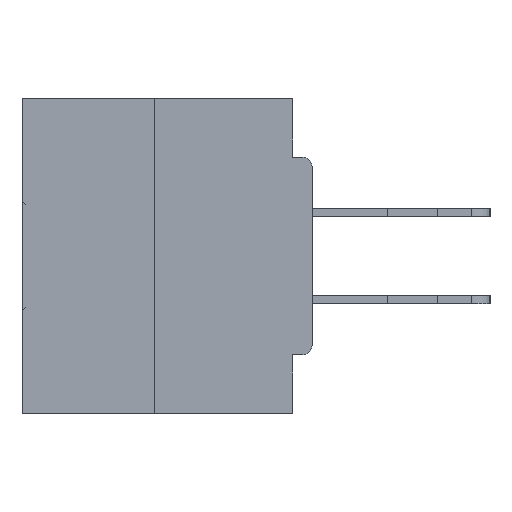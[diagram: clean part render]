
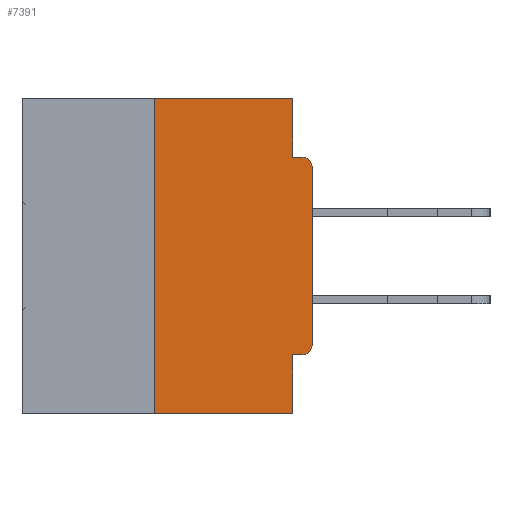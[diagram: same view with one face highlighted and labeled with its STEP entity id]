
A CAD part, left-side view. The second image highlights one B-rep face of the part: STEP entity #7391.
In plain terms, the highlighted planar face has unit normal (-1, 0, 0).
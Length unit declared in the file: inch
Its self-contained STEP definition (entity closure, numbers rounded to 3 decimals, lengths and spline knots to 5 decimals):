
#632 = CIRCLE ( 'NONE', #42534, 0.015 ) ;
#1101 = AXIS2_PLACEMENT_3D ( 'NONE', #24039, #3398, #13924 ) ;
#1596 = ORIENTED_EDGE ( 'NONE', *, *, #3674, .F. ) ;
#1686 = VERTEX_POINT ( 'NONE', #42900 ) ;
#1850 = EDGE_CURVE ( 'NONE', #1686, #11108, #16439, .T. ) ;
#2919 = DIRECTION ( 'NONE',  ( 0., 0., -1. ) ) ;
#3066 = CARTESIAN_POINT ( 'NONE',  ( 0., 0.46, 0. ) ) ;
#3355 = EDGE_CURVE ( 'NONE', #32918, #1686, #23476, .T. ) ;
#3383 = ORIENTED_EDGE ( 'NONE', *, *, #15866, .T. ) ;
#3398 = DIRECTION ( 'NONE',  ( -1., 0., 0. ) ) ;
#3674 = EDGE_CURVE ( 'NONE', #23780, #17781, #14855, .T. ) ;
#4202 = VECTOR ( 'NONE', #35269, 39.37008 ) ;
#4269 = VERTEX_POINT ( 'NONE', #29487 ) ;
#4330 = CARTESIAN_POINT ( 'NONE',  ( 0., 0.015, -0.4065 ) ) ;
#5134 = VECTOR ( 'NONE', #27451, 39.37008 ) ;
#5348 = CARTESIAN_POINT ( 'NONE',  ( 0., 0.031, -0.0935 ) ) ;
#5960 = CARTESIAN_POINT ( 'NONE',  ( 0., 0.46, -0.5 ) ) ;
#5975 = EDGE_CURVE ( 'NONE', #32918, #35629, #632, .T. ) ;
#6740 = CARTESIAN_POINT ( 'NONE',  ( 0., 0.031, -0.5 ) ) ;
#7291 = DIRECTION ( 'NONE',  ( 0., 0., 1. ) ) ;
#7391 = ADVANCED_FACE ( 'NONE', ( #42418 ), #10129, .F. ) ;
#7854 = VECTOR ( 'NONE', #17945, 39.37008 ) ;
#7916 = DIRECTION ( 'NONE',  ( -1., 0., 0. ) ) ;
#8331 = CARTESIAN_POINT ( 'NONE',  ( 0., 0., -0.4065 ) ) ;
#8356 = AXIS2_PLACEMENT_3D ( 'NONE', #3066, #23545, #2919 ) ;
#8928 = VECTOR ( 'NONE', #18502, 39.37008 ) ;
#9151 = EDGE_CURVE ( 'NONE', #4269, #29107, #26766, .T. ) ;
#10129 = PLANE ( 'NONE',  #8356 ) ;
#10560 = VECTOR ( 'NONE', #35318, 39.37008 ) ;
#10966 = ORIENTED_EDGE ( 'NONE', *, *, #15925, .T. ) ;
#11108 = VERTEX_POINT ( 'NONE', #6740 ) ;
#12210 = LINE ( 'NONE', #17514, #43330 ) ;
#13924 = DIRECTION ( 'NONE',  ( 0., 0., -1. ) ) ;
#14855 = LINE ( 'NONE', #25566, #8928 ) ;
#15287 = CARTESIAN_POINT ( 'NONE',  ( 0., 0.25, 0. ) ) ;
#15866 = EDGE_CURVE ( 'NONE', #44515, #11108, #39385, .T. ) ;
#15925 = EDGE_CURVE ( 'NONE', #21221, #17781, #40441, .T. ) ;
#16439 = LINE ( 'NONE', #24571, #7854 ) ;
#17514 = CARTESIAN_POINT ( 'NONE',  ( 0., 0., 0. ) ) ;
#17781 = VERTEX_POINT ( 'NONE', #36865 ) ;
#17945 = DIRECTION ( 'NONE',  ( 0., 0., -1. ) ) ;
#18502 = DIRECTION ( 'NONE',  ( 0., -1., 0. ) ) ;
#19806 = DIRECTION ( 'NONE',  ( 0., -1., 0. ) ) ;
#19960 = CARTESIAN_POINT ( 'NONE',  ( 0., 0., -0.3915 ) ) ;
#20073 = ORIENTED_EDGE ( 'NONE', *, *, #20507, .F. ) ;
#20507 = EDGE_CURVE ( 'NONE', #29107, #23780, #25081, .T. ) ;
#21221 = VERTEX_POINT ( 'NONE', #42578 ) ;
#21498 = ORIENTED_EDGE ( 'NONE', *, *, #3355, .F. ) ;
#21757 = CARTESIAN_POINT ( 'NONE',  ( 0., 0.015, -0.3915 ) ) ;
#22198 = ORIENTED_EDGE ( 'NONE', *, *, #32051, .T. ) ;
#22459 = ORIENTED_EDGE ( 'NONE', *, *, #9151, .F. ) ;
#22642 = DIRECTION ( 'NONE',  ( 0., 0., 1. ) ) ;
#23476 = LINE ( 'NONE', #8331, #10560 ) ;
#23545 = DIRECTION ( 'NONE',  ( 1., 0., 0. ) ) ;
#23780 = VERTEX_POINT ( 'NONE', #5348 ) ;
#24039 = CARTESIAN_POINT ( 'NONE',  ( 0., 0.015, -0.1085 ) ) ;
#24571 = CARTESIAN_POINT ( 'NONE',  ( 0., 0.031, -0.5 ) ) ;
#24984 = VECTOR ( 'NONE', #19806, 39.37008 ) ;
#25081 = LINE ( 'NONE', #40032, #5134 ) ;
#25566 = CARTESIAN_POINT ( 'NONE',  ( 0., 0., -0.0935 ) ) ;
#25728 = ORIENTED_EDGE ( 'NONE', *, *, #35056, .F. ) ;
#25846 = ORIENTED_EDGE ( 'NONE', *, *, #5975, .T. ) ;
#26766 = LINE ( 'NONE', #28669, #4202 ) ;
#27451 = DIRECTION ( 'NONE',  ( 0., 0., -1. ) ) ;
#28669 = CARTESIAN_POINT ( 'NONE',  ( 0., 0.46, 0. ) ) ;
#29107 = VERTEX_POINT ( 'NONE', #39003 ) ;
#29487 = CARTESIAN_POINT ( 'NONE',  ( 0., 0.25, 0. ) ) ;
#30665 = CARTESIAN_POINT ( 'NONE',  ( 0., 0.25, -0.5 ) ) ;
#32051 = EDGE_CURVE ( 'NONE', #35629, #21221, #12210, .T. ) ;
#32918 = VERTEX_POINT ( 'NONE', #4330 ) ;
#35056 = EDGE_CURVE ( 'NONE', #44515, #4269, #41193, .T. ) ;
#35269 = DIRECTION ( 'NONE',  ( 0., -1., 0. ) ) ;
#35318 = DIRECTION ( 'NONE',  ( 0., 1., 0. ) ) ;
#35367 = DIRECTION ( 'NONE',  ( 0., 0., -1. ) ) ;
#35629 = VERTEX_POINT ( 'NONE', #19960 ) ;
#36865 = CARTESIAN_POINT ( 'NONE',  ( 0., 0.015, -0.0935 ) ) ;
#37172 = EDGE_LOOP ( 'NONE', ( #22459, #25728, #3383, #42479, #21498, #25846, #22198, #10966, #1596, #20073 ) ) ;
#39003 = CARTESIAN_POINT ( 'NONE',  ( 0., 0.031, 0. ) ) ;
#39385 = LINE ( 'NONE', #5960, #24984 ) ;
#40032 = CARTESIAN_POINT ( 'NONE',  ( 0., 0.031, 0. ) ) ;
#40441 = CIRCLE ( 'NONE', #1101, 0.015 ) ;
#41193 = LINE ( 'NONE', #15287, #44461 ) ;
#42418 = FACE_OUTER_BOUND ( 'NONE', #37172, .T. ) ;
#42479 = ORIENTED_EDGE ( 'NONE', *, *, #1850, .F. ) ;
#42534 = AXIS2_PLACEMENT_3D ( 'NONE', #21757, #7916, #35367 ) ;
#42578 = CARTESIAN_POINT ( 'NONE',  ( 0., 0., -0.1085 ) ) ;
#42900 = CARTESIAN_POINT ( 'NONE',  ( 0., 0.031, -0.4065 ) ) ;
#43330 = VECTOR ( 'NONE', #7291, 39.37008 ) ;
#44461 = VECTOR ( 'NONE', #22642, 39.37008 ) ;
#44515 = VERTEX_POINT ( 'NONE', #30665 ) ;
